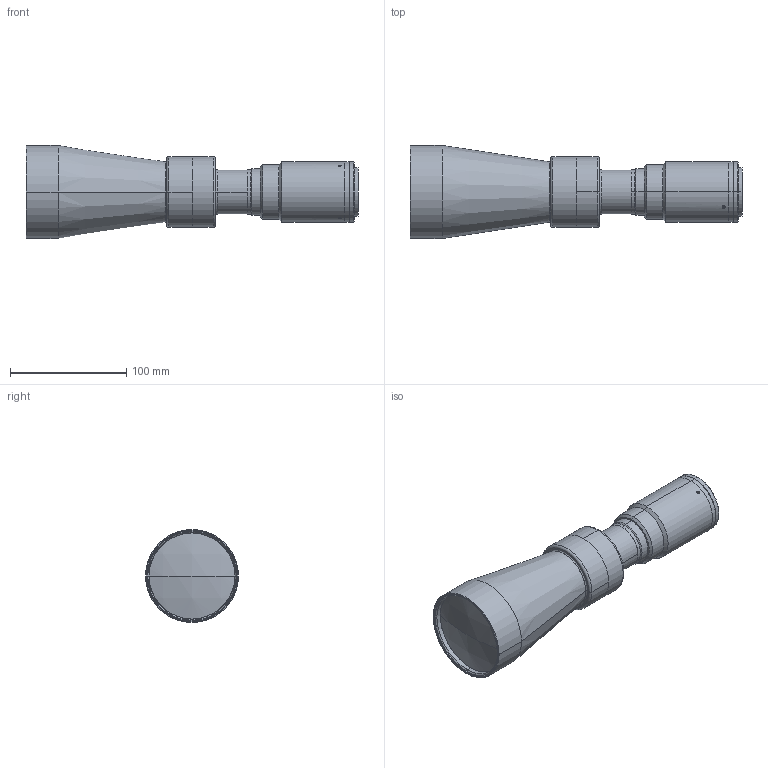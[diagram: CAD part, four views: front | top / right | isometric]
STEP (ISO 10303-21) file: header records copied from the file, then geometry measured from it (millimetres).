
FILE_DESCRIPTION (( 'STEP AP203' ), '1' );
FILE_NAME ('DP71434_TC4MHR056-E.step', '2021-10-05T09:34:36', ( '' ), ( '' ), 'SwSTEP 2.0', 'SolidWorks 2021', '' );
FILE_SCHEMA (( 'CONFIG_CONTROL_DESIGN' ));
Length unit declared in the file: millimetre
Products named in the file (1): DP71434_TC4MHR056-E
Bounding box: 285.51 x 80 x 80 mm (x, y, z)
Surface area: 82178.5 mm2 (no closed solid volume)
Topology: 0 solids, 16 shells, 105 faces, 280 edges, 193 vertices
Faces by surface type: plane 41, cylinder 36, cone 14, torus 12, sphere 2
Entity records: 3588 total; most frequent: CARTESIAN_POINT 819, DIRECTION 620, ORIENTED_EDGE 462, EDGE_CURVE 280, AXIS2_PLACEMENT_3D 250, VERTEX_POINT 193, CIRCLE 144, EDGE_LOOP 129
